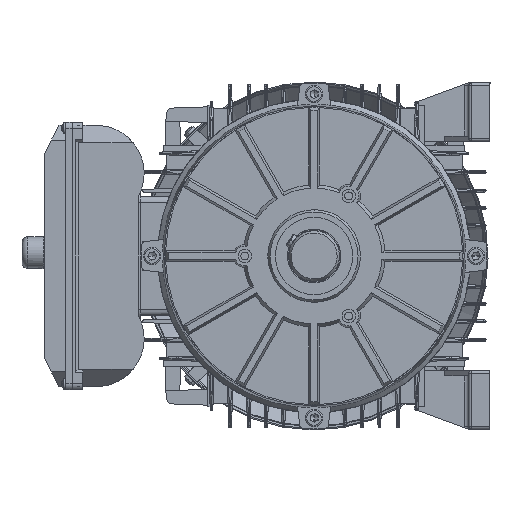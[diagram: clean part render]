
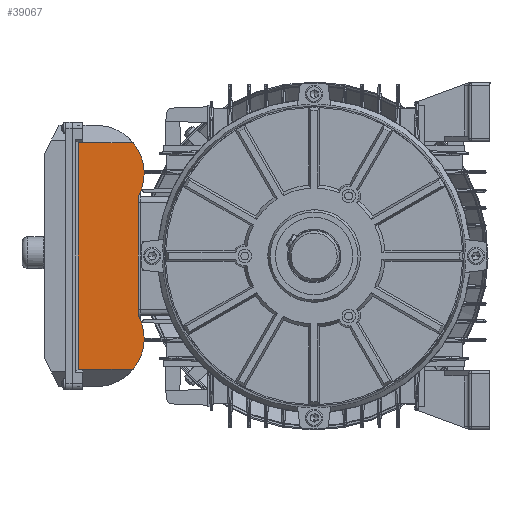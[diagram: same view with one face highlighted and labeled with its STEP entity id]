
A CAD part, left-side view. The second image highlights one B-rep face of the part: STEP entity #39067.
In plain terms, the highlighted face is planar.
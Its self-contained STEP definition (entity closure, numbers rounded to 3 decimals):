
#2611 = CARTESIAN_POINT ( 'NONE',  ( 85.065, 20.25, 68. ) ) ;
#5934 = EDGE_CURVE ( 'NONE', #125568, #58451, #181573, .T. ) ;
#6421 = EDGE_LOOP ( 'NONE', ( #155114, #119599, #122276, #76692, #107158, #125182, #168087, #38120 ) ) ;
#8018 = VERTEX_POINT ( 'NONE', #25391 ) ;
#9140 = CARTESIAN_POINT ( 'NONE',  ( 44.572, -24.75, 68. ) ) ;
#9978 = LINE ( 'NONE', #177757, #155554 ) ;
#10799 = LINE ( 'NONE', #178571, #121032 ) ;
#13207 = VECTOR ( 'NONE', #43609, 1000. ) ;
#16051 = VERTEX_POINT ( 'NONE', #118308 ) ;
#25391 = CARTESIAN_POINT ( 'NONE',  ( -85.065, 20.25, 68. ) ) ;
#29020 = DIRECTION ( 'NONE',  ( -1., 0., 0. ) ) ;
#32805 = DIRECTION ( 'NONE',  ( 1., 0., 0. ) ) ;
#38120 = ORIENTED_EDGE ( 'NONE', *, *, #126609, .F. ) ;
#39067 = ADVANCED_FACE ( 'NONE', ( #89893 ), #102086, .F. ) ;
#40342 = EDGE_CURVE ( 'NONE', #16051, #53542, #108825, .T. ) ;
#43609 = DIRECTION ( 'NONE',  ( 0., -1., 0. ) ) ;
#44667 = DIRECTION ( 'NONE',  ( -1., 0., 0. ) ) ;
#48141 = DIRECTION ( 'NONE',  ( 0., 0., -1. ) ) ;
#51924 = CARTESIAN_POINT ( 'NONE',  ( -119.5, 20.25, 68. ) ) ;
#53542 = VERTEX_POINT ( 'NONE', #145936 ) ;
#58451 = VERTEX_POINT ( 'NONE', #63623 ) ;
#59135 = AXIS2_PLACEMENT_3D ( 'NONE', #182205, #48141, #29020 ) ;
#62746 = CARTESIAN_POINT ( 'NONE',  ( -85.065, -29.25, 68. ) ) ;
#63623 = CARTESIAN_POINT ( 'NONE',  ( -44.572, -24.75, 68. ) ) ;
#63797 = DIRECTION ( 'NONE',  ( 0., 0., -1. ) ) ;
#66561 = VERTEX_POINT ( 'NONE', #2611 ) ;
#70289 = AXIS2_PLACEMENT_3D ( 'NONE', #158722, #139548, #120401 ) ;
#70574 = DIRECTION ( 'NONE',  ( 0., 1., 0. ) ) ;
#70576 = AXIS2_PLACEMENT_3D ( 'NONE', #82958, #63797, #44667 ) ;
#71083 = LINE ( 'NONE', #51924, #140209 ) ;
#76692 = ORIENTED_EDGE ( 'NONE', *, *, #148712, .T. ) ;
#76770 = VECTOR ( 'NONE', #70574, 1000. ) ;
#80139 = VERTEX_POINT ( 'NONE', #117457 ) ;
#81910 = LINE ( 'NONE', #62746, #13207 ) ;
#82958 = CARTESIAN_POINT ( 'NONE',  ( -119.5, -29.25, 68. ) ) ;
#84732 = VERTEX_POINT ( 'NONE', #168877 ) ;
#89738 = CARTESIAN_POINT ( 'NONE',  ( -85.065, -45.25, 68. ) ) ;
#89893 = FACE_OUTER_BOUND ( 'NONE', #6421, .T. ) ;
#92407 = CIRCLE ( 'NONE', #70289, 36. ) ;
#98157 = CIRCLE ( 'NONE', #59135, 36. ) ;
#102086 = PLANE ( 'NONE',  #70576 ) ;
#106447 = EDGE_CURVE ( 'NONE', #8018, #66561, #71083, .T. ) ;
#107158 = ORIENTED_EDGE ( 'NONE', *, *, #40342, .F. ) ;
#108825 = LINE ( 'NONE', #89738, #76770 ) ;
#112161 = EDGE_CURVE ( 'NONE', #80139, #66561, #10799, .T. ) ;
#117457 = CARTESIAN_POINT ( 'NONE',  ( 85.065, 16.75, 68. ) ) ;
#118308 = CARTESIAN_POINT ( 'NONE',  ( -85.065, -20.891, 68. ) ) ;
#119599 = ORIENTED_EDGE ( 'NONE', *, *, #112161, .T. ) ;
#120401 = DIRECTION ( 'NONE',  ( -1., 0., 0. ) ) ;
#121032 = VECTOR ( 'NONE', #159420, 1000. ) ;
#122276 = ORIENTED_EDGE ( 'NONE', *, *, #106447, .F. ) ;
#123293 = VECTOR ( 'NONE', #124084, 1000. ) ;
#124084 = DIRECTION ( 'NONE',  ( -1., 0., 0. ) ) ;
#125182 = ORIENTED_EDGE ( 'NONE', *, *, #135404, .F. ) ;
#125568 = VERTEX_POINT ( 'NONE', #9140 ) ;
#126609 = EDGE_CURVE ( 'NONE', #84732, #125568, #98157, .T. ) ;
#135404 = EDGE_CURVE ( 'NONE', #58451, #16051, #92407, .T. ) ;
#139548 = DIRECTION ( 'NONE',  ( 0., 0., -1. ) ) ;
#140209 = VECTOR ( 'NONE', #32805, 1000. ) ;
#141845 = EDGE_CURVE ( 'NONE', #84732, #80139, #9978, .T. ) ;
#143248 = CARTESIAN_POINT ( 'NONE',  ( -44.572, -24.75, 68. ) ) ;
#145936 = CARTESIAN_POINT ( 'NONE',  ( -85.065, 16.75, 68. ) ) ;
#148712 = EDGE_CURVE ( 'NONE', #8018, #53542, #81910, .T. ) ;
#155114 = ORIENTED_EDGE ( 'NONE', *, *, #141845, .T. ) ;
#155554 = VECTOR ( 'NONE', #158584, 1000. ) ;
#158584 = DIRECTION ( 'NONE',  ( 0., 1., 0. ) ) ;
#158722 = CARTESIAN_POINT ( 'NONE',  ( -62., 6.75, 68. ) ) ;
#159420 = DIRECTION ( 'NONE',  ( 0., 1., 0. ) ) ;
#168087 = ORIENTED_EDGE ( 'NONE', *, *, #5934, .F. ) ;
#168877 = CARTESIAN_POINT ( 'NONE',  ( 85.065, -20.891, 68. ) ) ;
#177757 = CARTESIAN_POINT ( 'NONE',  ( 85.065, -45.25, 68. ) ) ;
#178571 = CARTESIAN_POINT ( 'NONE',  ( 85.065, -29.25, 68. ) ) ;
#181573 = LINE ( 'NONE', #143248, #123293 ) ;
#182205 = CARTESIAN_POINT ( 'NONE',  ( 62., 6.75, 68. ) ) ;
